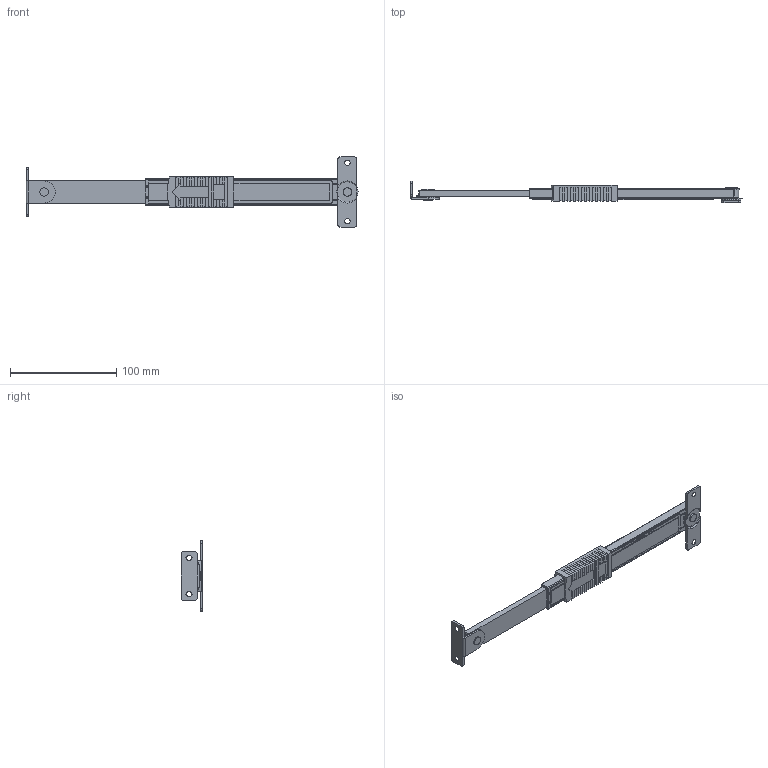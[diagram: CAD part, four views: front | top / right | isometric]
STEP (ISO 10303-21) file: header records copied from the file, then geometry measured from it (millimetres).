
FILE_DESCRIPTION (( 'STEP AP203' ), '1' );
FILE_NAME ('B-1470-3.STEP', '2022-10-06T05:36:09', ( '' ), ( '' ), 'SwSTEP 2.0', 'SolidWorks 2021', '' );
FILE_SCHEMA (( 'CONFIG_CONTROL_DESIGN' ));
Length unit declared in the file: millimetre
Products named in the file (13): B-1470-3_case cover__B-1470-3; B-1470-3; B-1470_Lock case_; B-1470-3_rail Guide_; B-1470-3_body case_(operation)_B-1470-2; B-1470-3_body case_(fixation); B-1470-3_color__僇儔乕A; B-1470-1_pin__僺儞B; B-1470-1_pin__僺儞A; B-1470-3_color__僇儔乕B; B-1470_mounting baseB_; B-1470-3_washer_; B-1470-3_mounting baseA_
Assembly tree (13 placements, depth 2):
  B-1470-3
    B-1470-3_body case_(operation)_B-1470-2
    B-1470-3_body case_(fixation)
    B-1470-3_case cover__B-1470-3
    B-1470-3_rail Guide_
    B-1470-1_pin__僺儞B
    B-1470_mounting baseB_
    B-1470-3_washer_  x2
    B-1470-3_color__僇儔乕A
    B-1470-1_pin__僺儞A
    B-1470-3_mounting baseA_
    B-1470-3_color__僇儔乕B
    B-1470_Lock case_
Bounding box: 312.98 x 20.5 x 66 mm (x, y, z)
Volume: 38191.9 mm3; surface area: 61032 mm2
Topology: 13 solids, 13 shells, 512 faces, 1410 edges, 932 vertices
Faces by surface type: plane 397, cylinder 93, cone 16, torus 6
Entity records: 17593 total; most frequent: CARTESIAN_POINT 3034, ORIENTED_EDGE 2796, DIRECTION 2628, EDGE_CURVE 1398, LINE 1168, VECTOR 1168, VERTEX_POINT 924, AXIS2_PLACEMENT_3D 730
